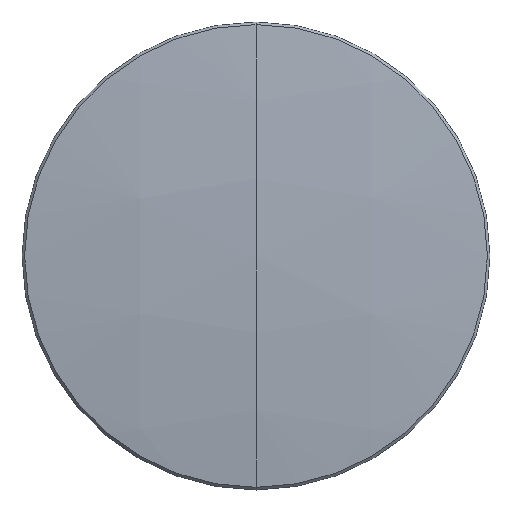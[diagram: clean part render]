
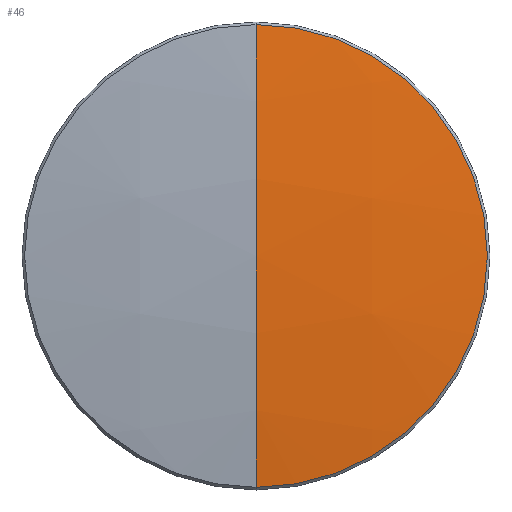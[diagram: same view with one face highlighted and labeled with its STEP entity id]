
A CAD part, top view. The second image highlights one B-rep face of the part: STEP entity #46.
In plain terms, the highlighted spherical face has radius 103.01 mm.
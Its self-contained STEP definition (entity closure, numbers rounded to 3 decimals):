
#31 = EDGE_LOOP ( 'NONE', ( #53, #52, #48 ) ) ;
#45 = EDGE_CURVE ( 'NONE', #49, #65, #228, .T. ) ;
#46 = ADVANCED_FACE ( 'NONE', ( #304 ), #331, .T. ) ;
#48 = ORIENTED_EDGE ( 'NONE', *, *, #45, .F. ) ;
#49 = VERTEX_POINT ( 'NONE', #332 ) ;
#50 = VERTEX_POINT ( 'NONE', #326 ) ;
#52 = ORIENTED_EDGE ( 'NONE', *, *, #55, .T. ) ;
#53 = ORIENTED_EDGE ( 'NONE', *, *, #54, .F. ) ;
#54 = EDGE_CURVE ( 'NONE', #50, #49, #320, .T. ) ;
#55 = EDGE_CURVE ( 'NONE', #50, #65, #308, .T. ) ;
#65 = VERTEX_POINT ( 'NONE', #302 ) ;
#202 = DIRECTION ( 'NONE',  ( 0., 0., -1. ) ) ;
#216 = CARTESIAN_POINT ( 'NONE',  ( -32.115, 19.812, 4.108 ) ) ;
#220 = AXIS2_PLACEMENT_3D ( 'NONE', #334, #255, #254 ) ;
#221 = DIRECTION ( 'NONE',  ( 0., 0., 1. ) ) ;
#225 = AXIS2_PLACEMENT_3D ( 'NONE', #303, #328, #327 ) ;
#228 = CIRCLE ( 'NONE', #295, 12.559 ) ;
#254 = DIRECTION ( 'NONE',  ( 0., 1., 0. ) ) ;
#255 = DIRECTION ( 'NONE',  ( 1., 0., 0. ) ) ;
#295 = AXIS2_PLACEMENT_3D ( 'NONE', #216, #202, #325 ) ;
#302 = CARTESIAN_POINT ( 'NONE',  ( -32.115, 7.253, 4.108 ) ) ;
#303 = CARTESIAN_POINT ( 'NONE',  ( -32.115, 19.812, -98.134 ) ) ;
#304 = FACE_OUTER_BOUND ( 'NONE', #31, .T. ) ;
#308 = CIRCLE ( 'NONE', #220, 103.01 ) ;
#317 = DIRECTION ( 'NONE',  ( -1., 0., 0. ) ) ;
#318 = CARTESIAN_POINT ( 'NONE',  ( -32.115, 19.812, -98.134 ) ) ;
#319 = AXIS2_PLACEMENT_3D ( 'NONE', #318, #317, #221 ) ;
#320 = CIRCLE ( 'NONE', #319, 103.01 ) ;
#325 = DIRECTION ( 'NONE',  ( 0., 1., 0. ) ) ;
#326 = CARTESIAN_POINT ( 'NONE',  ( -32.115, 19.812, 4.876 ) ) ;
#327 = DIRECTION ( 'NONE',  ( 0., 1., 0. ) ) ;
#328 = DIRECTION ( 'NONE',  ( 1., 0., 0. ) ) ;
#331 = SPHERICAL_SURFACE ( 'NONE', #225, 103.01 ) ;
#332 = CARTESIAN_POINT ( 'NONE',  ( -32.115, 32.371, 4.108 ) ) ;
#334 = CARTESIAN_POINT ( 'NONE',  ( -32.115, 19.812, -98.134 ) ) ;
